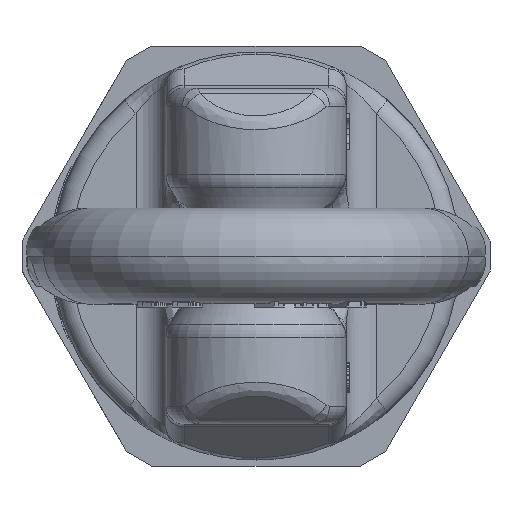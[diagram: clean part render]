
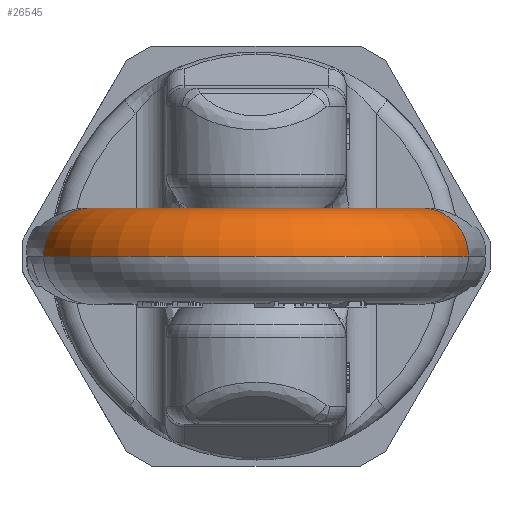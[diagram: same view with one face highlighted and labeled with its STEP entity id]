
A CAD part, left-side view. The second image highlights one B-rep face of the part: STEP entity #26545.
In plain terms, the highlighted toroidal (fillet/blend) face has major radius 28 mm and minor radius 8 mm.
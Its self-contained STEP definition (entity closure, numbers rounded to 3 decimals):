
#22335=CARTESIAN_POINT('',(-75.,0.,0.));
#22336=DIRECTION('',(0.,0.,1.));
#22337=DIRECTION('',(-0.18,0.984,0.));
#22338=AXIS2_PLACEMENT_3D('',#22335,#22336,#22337);
#23010=CARTESIAN_POINT('',(-80.049,-27.541,0.));
#23011=DIRECTION('',(0.984,-0.18,0.));
#23012=DIRECTION('',(-0.18,-0.984,0.));
#23013=AXIS2_PLACEMENT_3D('',#23010,#23011,#23012);
#23356=CARTESIAN_POINT('',(-80.049,27.541,0.));
#23357=DIRECTION('',(-0.984,-0.18,0.));
#23358=DIRECTION('',(-0.18,0.984,0.));
#23359=AXIS2_PLACEMENT_3D('',#23356,#23357,#23358);
#23361=CARTESIAN_POINT('',(-75.,0.,0.));
#23362=DIRECTION('',(0.,0.,1.));
#23363=DIRECTION('',(-0.18,0.984,0.));
#23364=AXIS2_PLACEMENT_3D('',#23361,#23362,#23363);
#25374=CARTESIAN_POINT('',(-78.607,19.672,0.));
#25375=CARTESIAN_POINT('',(-81.492,35.41,0.));
#25376=VERTEX_POINT('',#25374);
#25377=VERTEX_POINT('',#25375);
#25378=CARTESIAN_POINT('',(-78.607,-19.672,0.));
#25379=CARTESIAN_POINT('',(-81.492,-35.41,0.));
#25380=VERTEX_POINT('',#25378);
#25381=VERTEX_POINT('',#25379);
#26534=CARTESIAN_POINT('',(-75.,0.,0.));
#26535=DIRECTION('',(0.,0.,1.));
#26536=DIRECTION('',(0.18,-0.984,0.));
#26537=AXIS2_PLACEMENT_3D('',#26534,#26535,#26536);
#26538=TOROIDAL_SURFACE('',#26537,28.,8.);
#26539=ORIENTED_EDGE('',*,*,#26356,.F.);
#26540=ORIENTED_EDGE('',*,*,#26145,.T.);
#26541=ORIENTED_EDGE('',*,*,#26390,.T.);
#26542=ORIENTED_EDGE('',*,*,#26142,.F.);
#26543=EDGE_LOOP('',(#26539,#26540,#26541,#26542));
#26544=FACE_OUTER_BOUND('',#26543,.F.);
#26545=ADVANCED_FACE('',(#26544),#26538,.T.);
#22339=CIRCLE('',#22338,20.);
#23014=CIRCLE('',#23013,8.);
#23360=CIRCLE('',#23359,8.);
#23365=CIRCLE('',#23364,36.);
#26142=EDGE_CURVE('',#25376,#25380,#22339,.T.);
#26145=EDGE_CURVE('',#25377,#25381,#23365,.T.);
#26356=EDGE_CURVE('',#25377,#25376,#23360,.T.);
#26390=EDGE_CURVE('',#25381,#25380,#23014,.T.);
